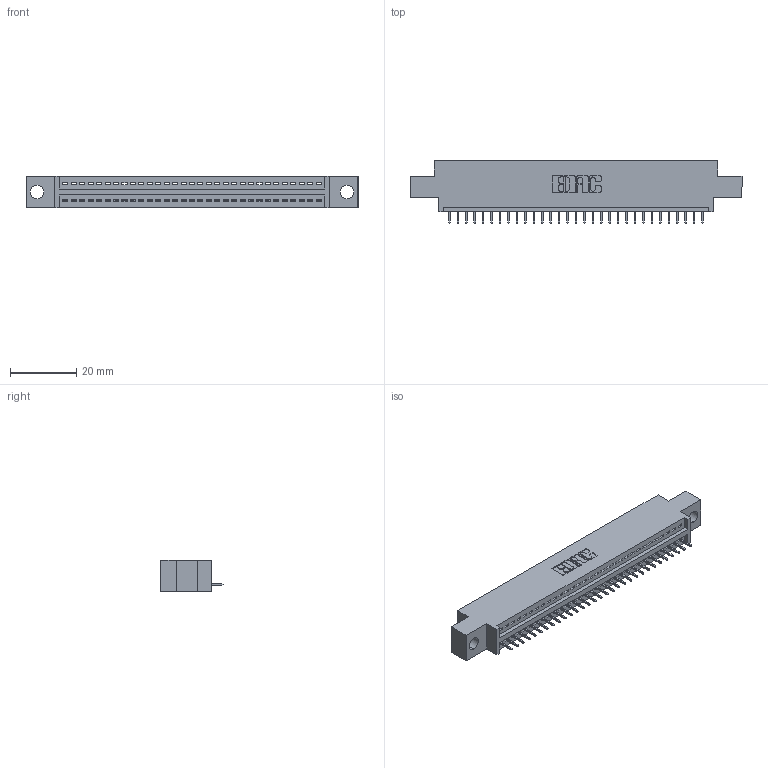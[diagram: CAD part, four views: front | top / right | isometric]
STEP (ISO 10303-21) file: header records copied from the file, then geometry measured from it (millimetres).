
FILE_DESCRIPTION (( 'STEP AP203' ), '1' );
FILE_NAME ('345-031-525-604.STEP', '2020-09-19T13:36:53', ( '' ), ( '' ), 'SwSTEP 2.0', 'SolidWorks 2020', '' );
FILE_SCHEMA (( 'CONFIG_CONTROL_DESIGN' ));
Length unit declared in the file: inch
Products named in the file (3): 345-031-525-604; 345 Part_0.170 Offset - 0.156 Dia-TH; 345-292-001_345-293-125
Assembly tree (32 placements, depth 2):
  345-031-525-604
    345 Part_0.170 Offset - 0.156 Dia-TH
    345-292-001_345-293-125  x31
Bounding box: 99.95 x 18.72 x 9.4 mm (x, y, z)
Volume: 9075.3 mm3; surface area: 11424 mm2
Topology: 32 solids, 32 shells, 2052 faces, 5933 edges, 3830 vertices
Faces by surface type: plane 1510, cylinder 542
Entity records: 25021 total; most frequent: CARTESIAN_POINT 4341, ORIENTED_EDGE 4306, DIRECTION 3807, EDGE_CURVE 2153, VECTOR 1901, LINE 1901, VERTEX_POINT 1430, AXIS2_PLACEMENT_3D 953
